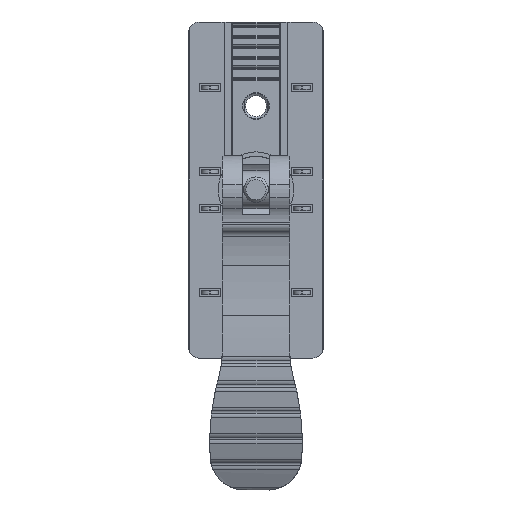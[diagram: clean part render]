
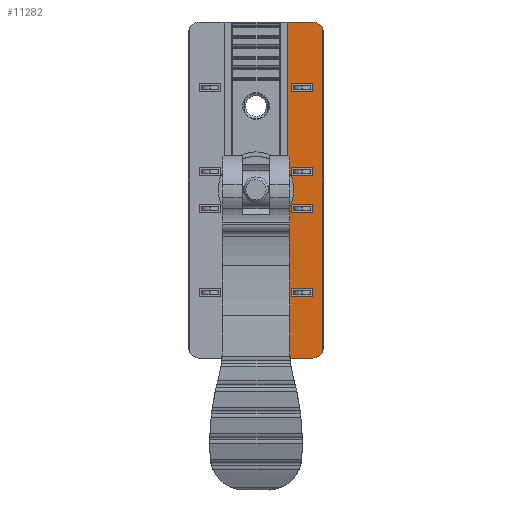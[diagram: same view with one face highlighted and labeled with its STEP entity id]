
A CAD part, top view. The second image highlights one B-rep face of the part: STEP entity #11282.
In plain terms, the highlighted planar face has unit normal (0, 0, 1).
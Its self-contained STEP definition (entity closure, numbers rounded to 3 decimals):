
#374=FACE_BOUND('',#1759,.T.);
#375=FACE_BOUND('',#1760,.T.);
#376=FACE_BOUND('',#1761,.T.);
#377=FACE_BOUND('',#1762,.T.);
#1088=FACE_OUTER_BOUND('',#1758,.T.);
#1758=EDGE_LOOP('',(#8356,#8357,#8358,#8359,#8360,#8361));
#1759=EDGE_LOOP('',(#8362,#8363,#8364,#8365));
#1760=EDGE_LOOP('',(#8366,#8367,#8368,#8369));
#1761=EDGE_LOOP('',(#8370,#8371,#8372,#8373));
#1762=EDGE_LOOP('',(#8374,#8375,#8376,#8377));
#2460=CIRCLE('',#12261,2.5);
#2461=CIRCLE('',#12262,2.5);
#3219=LINE('',#18092,#4080);
#3253=LINE('',#18189,#4114);
#3452=LINE('',#18759,#4313);
#3453=LINE('',#18761,#4314);
#3454=LINE('',#18764,#4315);
#3455=LINE('',#18766,#4316);
#3456=LINE('',#18768,#4317);
#3457=LINE('',#18769,#4318);
#3458=LINE('',#18772,#4319);
#3459=LINE('',#18774,#4320);
#3460=LINE('',#18776,#4321);
#3461=LINE('',#18777,#4322);
#3462=LINE('',#18780,#4323);
#3463=LINE('',#18782,#4324);
#3464=LINE('',#18784,#4325);
#3465=LINE('',#18785,#4326);
#3466=LINE('',#18788,#4327);
#3467=LINE('',#18790,#4328);
#3468=LINE('',#18792,#4329);
#3469=LINE('',#18793,#4330);
#4080=VECTOR('',#13822,1000.);
#4114=VECTOR('',#13878,1000.);
#4313=VECTOR('',#14349,1000.);
#4314=VECTOR('',#14352,1000.);
#4315=VECTOR('',#14353,1000.);
#4316=VECTOR('',#14354,1000.);
#4317=VECTOR('',#14355,1000.);
#4318=VECTOR('',#14356,1000.);
#4319=VECTOR('',#14357,1000.);
#4320=VECTOR('',#14358,1000.);
#4321=VECTOR('',#14359,1000.);
#4322=VECTOR('',#14360,1000.);
#4323=VECTOR('',#14361,1000.);
#4324=VECTOR('',#14362,1000.);
#4325=VECTOR('',#14363,1000.);
#4326=VECTOR('',#14364,1000.);
#4327=VECTOR('',#14365,1000.);
#4328=VECTOR('',#14366,1000.);
#4329=VECTOR('',#14367,1000.);
#4330=VECTOR('',#14368,1000.);
#4997=VERTEX_POINT('',#18089);
#4998=VERTEX_POINT('',#18091);
#5041=VERTEX_POINT('',#18186);
#5042=VERTEX_POINT('',#18188);
#5268=VERTEX_POINT('',#18756);
#5269=VERTEX_POINT('',#18758);
#5270=VERTEX_POINT('',#18762);
#5271=VERTEX_POINT('',#18763);
#5272=VERTEX_POINT('',#18765);
#5273=VERTEX_POINT('',#18767);
#5274=VERTEX_POINT('',#18770);
#5275=VERTEX_POINT('',#18771);
#5276=VERTEX_POINT('',#18773);
#5277=VERTEX_POINT('',#18775);
#5278=VERTEX_POINT('',#18778);
#5279=VERTEX_POINT('',#18779);
#5280=VERTEX_POINT('',#18781);
#5281=VERTEX_POINT('',#18783);
#5282=VERTEX_POINT('',#18786);
#5283=VERTEX_POINT('',#18787);
#5284=VERTEX_POINT('',#18789);
#5285=VERTEX_POINT('',#18791);
#6129=EDGE_CURVE('',#4997,#4998,#3219,.T.);
#6173=EDGE_CURVE('',#5042,#5041,#3253,.T.);
#6458=EDGE_CURVE('',#5041,#5268,#2460,.T.);
#6459=EDGE_CURVE('',#5268,#5269,#3452,.T.);
#6460=EDGE_CURVE('',#5269,#4998,#2461,.T.);
#6461=EDGE_CURVE('',#4997,#5042,#3453,.T.);
#6462=EDGE_CURVE('',#5270,#5271,#3454,.T.);
#6463=EDGE_CURVE('',#5272,#5270,#3455,.T.);
#6464=EDGE_CURVE('',#5273,#5272,#3456,.T.);
#6465=EDGE_CURVE('',#5271,#5273,#3457,.T.);
#6466=EDGE_CURVE('',#5274,#5275,#3458,.T.);
#6467=EDGE_CURVE('',#5275,#5276,#3459,.T.);
#6468=EDGE_CURVE('',#5276,#5277,#3460,.T.);
#6469=EDGE_CURVE('',#5277,#5274,#3461,.T.);
#6470=EDGE_CURVE('',#5278,#5279,#3462,.T.);
#6471=EDGE_CURVE('',#5279,#5280,#3463,.T.);
#6472=EDGE_CURVE('',#5280,#5281,#3464,.T.);
#6473=EDGE_CURVE('',#5281,#5278,#3465,.T.);
#6474=EDGE_CURVE('',#5282,#5283,#3466,.T.);
#6475=EDGE_CURVE('',#5283,#5284,#3467,.T.);
#6476=EDGE_CURVE('',#5284,#5285,#3468,.T.);
#6477=EDGE_CURVE('',#5285,#5282,#3469,.T.);
#8356=ORIENTED_EDGE('',*,*,#6173,.T.);
#8357=ORIENTED_EDGE('',*,*,#6458,.T.);
#8358=ORIENTED_EDGE('',*,*,#6459,.T.);
#8359=ORIENTED_EDGE('',*,*,#6460,.T.);
#8360=ORIENTED_EDGE('',*,*,#6129,.F.);
#8361=ORIENTED_EDGE('',*,*,#6461,.T.);
#8362=ORIENTED_EDGE('',*,*,#6462,.F.);
#8363=ORIENTED_EDGE('',*,*,#6463,.F.);
#8364=ORIENTED_EDGE('',*,*,#6464,.F.);
#8365=ORIENTED_EDGE('',*,*,#6465,.F.);
#8366=ORIENTED_EDGE('',*,*,#6466,.T.);
#8367=ORIENTED_EDGE('',*,*,#6467,.T.);
#8368=ORIENTED_EDGE('',*,*,#6468,.T.);
#8369=ORIENTED_EDGE('',*,*,#6469,.T.);
#8370=ORIENTED_EDGE('',*,*,#6470,.T.);
#8371=ORIENTED_EDGE('',*,*,#6471,.T.);
#8372=ORIENTED_EDGE('',*,*,#6472,.T.);
#8373=ORIENTED_EDGE('',*,*,#6473,.T.);
#8374=ORIENTED_EDGE('',*,*,#6474,.T.);
#8375=ORIENTED_EDGE('',*,*,#6475,.T.);
#8376=ORIENTED_EDGE('',*,*,#6476,.T.);
#8377=ORIENTED_EDGE('',*,*,#6477,.T.);
#11041=PLANE('',#12260);
#11282=ADVANCED_FACE('',(#1088,#374,#375,#376,#377),#11041,.F.);
#12260=AXIS2_PLACEMENT_3D('',#18755,#14345,#14346);
#12261=AXIS2_PLACEMENT_3D('',#18757,#14347,#14348);
#12262=AXIS2_PLACEMENT_3D('',#18760,#14350,#14351);
#13822=DIRECTION('',(1.,0.,0.));
#13878=DIRECTION('',(1.,0.,0.));
#14345=DIRECTION('center_axis',(0.,0.,
-1.));
#14346=DIRECTION('ref_axis',(0.,1.,0.));
#14347=DIRECTION('center_axis',(0.,0.,
1.));
#14348=DIRECTION('ref_axis',(0.,1.,0.));
#14349=DIRECTION('',(0.,1.,0.));
#14350=DIRECTION('center_axis',(0.,0.,
1.));
#14351=DIRECTION('ref_axis',(0.,1.,0.));
#14352=DIRECTION('',(0.,-1.,0.));
#14353=DIRECTION('',(0.,-1.,0.));
#14354=DIRECTION('',(-1.,0.,0.));
#14355=DIRECTION('',(0.,1.,0.));
#14356=DIRECTION('',(1.,0.,0.));
#14357=DIRECTION('',(0.,1.,0.));
#14358=DIRECTION('',(1.,0.,0.));
#14359=DIRECTION('',(0.,-1.,0.));
#14360=DIRECTION('',(-1.,0.,0.));
#14361=DIRECTION('',(0.,1.,0.));
#14362=DIRECTION('',(1.,0.,0.));
#14363=DIRECTION('',(0.,-1.,0.));
#14364=DIRECTION('',(-1.,0.,0.));
#14365=DIRECTION('',(0.,1.,0.));
#14366=DIRECTION('',(1.,0.,0.));
#14367=DIRECTION('',(0.,-1.,0.));
#14368=DIRECTION('',(-1.,0.,0.));
#18089=CARTESIAN_POINT('',(7.6,40.,2.7));
#18091=CARTESIAN_POINT('',(13.5,40.,2.7));
#18092=CARTESIAN_POINT('',(0.,40.,2.7));
#18186=CARTESIAN_POINT('',(13.5,-40.,2.7));
#18188=CARTESIAN_POINT('',(7.6,-40.,2.7));
#18189=CARTESIAN_POINT('',(7.5,-40.,2.7));
#18755=CARTESIAN_POINT('Origin',(7.5,40.,2.7));
#18756=CARTESIAN_POINT('',(15.9,-38.2,2.7));
#18757=CARTESIAN_POINT('Origin',(13.5,-37.5,2.7));
#18758=CARTESIAN_POINT('',(15.9,38.2,2.7));
#18759=CARTESIAN_POINT('',(15.9,40.,2.7));
#18760=CARTESIAN_POINT('Origin',(13.5,37.5,2.7));
#18761=CARTESIAN_POINT('',(7.6,-40.,2.7));
#18762=CARTESIAN_POINT('',(8.5,5.4,2.7));
#18763=CARTESIAN_POINT('',(8.5,3.4,2.7));
#18764=CARTESIAN_POINT('',(8.5,5.4,2.7));
#18765=CARTESIAN_POINT('',(13.5,5.4,2.7));
#18766=CARTESIAN_POINT('',(13.5,5.4,2.7));
#18767=CARTESIAN_POINT('',(13.5,3.4,2.7));
#18768=CARTESIAN_POINT('',(13.5,3.4,2.7));
#18769=CARTESIAN_POINT('',(8.5,3.4,2.7));
#18770=CARTESIAN_POINT('',(8.5,-5.4,2.7));
#18771=CARTESIAN_POINT('',(8.5,-3.4,2.7));
#18772=CARTESIAN_POINT('',(8.5,40.,2.7));
#18773=CARTESIAN_POINT('',(13.5,-3.4,2.7));
#18774=CARTESIAN_POINT('',(7.5,-3.4,2.7));
#18775=CARTESIAN_POINT('',(13.5,-5.4,2.7));
#18776=CARTESIAN_POINT('',(13.5,40.,2.7));
#18777=CARTESIAN_POINT('',(7.5,-5.4,2.7));
#18778=CARTESIAN_POINT('',(8.5,23.4,2.7));
#18779=CARTESIAN_POINT('',(8.5,25.4,2.7));
#18780=CARTESIAN_POINT('',(8.5,40.,2.7));
#18781=CARTESIAN_POINT('',(13.5,25.4,2.7));
#18782=CARTESIAN_POINT('',(7.5,25.4,2.7));
#18783=CARTESIAN_POINT('',(13.5,23.4,2.7));
#18784=CARTESIAN_POINT('',(13.5,40.,2.7));
#18785=CARTESIAN_POINT('',(7.5,23.4,2.7));
#18786=CARTESIAN_POINT('',(8.5,-25.4,2.7));
#18787=CARTESIAN_POINT('',(8.5,-23.4,2.7));
#18788=CARTESIAN_POINT('',(8.5,40.,2.7));
#18789=CARTESIAN_POINT('',(13.5,-23.4,2.7));
#18790=CARTESIAN_POINT('',(7.5,-23.4,2.7));
#18791=CARTESIAN_POINT('',(13.5,-25.4,2.7));
#18792=CARTESIAN_POINT('',(13.5,40.,2.7));
#18793=CARTESIAN_POINT('',(7.5,-25.4,2.7));
